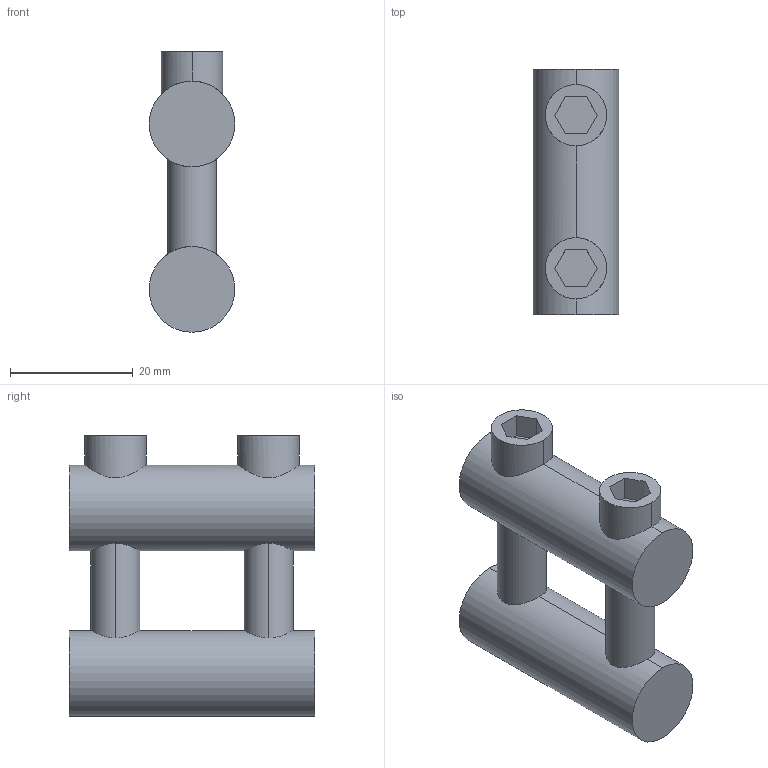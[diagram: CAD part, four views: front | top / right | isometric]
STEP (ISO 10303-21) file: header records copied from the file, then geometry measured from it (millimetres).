
FILE_DESCRIPTION (( 'STEP AP214' ), '1' );
FILE_NAME ('7128031', '2019-02-04T10:14:20', ( '' ), ('JUGARD+KÜNSTNER GmbH'), 'SwSTEP 2.0', 'SolidWorks 2017', '' );
FILE_SCHEMA (( 'AUTOMOTIVE_DESIGN' ));
Length unit declared in the file: millimetre
Products named in the file (1): 7128031_CNAJF00
Bounding box: 14 x 40 x 45.8 mm (x, y, z)
Volume: 14262.2 mm3; surface area: 5157.1 mm2
Topology: 1 solids, 1 shells, 32 faces, 86 edges, 56 vertices
Faces by surface type: plane 20, cylinder 12
Entity records: 1442 total; most frequent: CARTESIAN_POINT 629, ORIENTED_EDGE 172, DIRECTION 144, EDGE_CURVE 86, VERTEX_POINT 56, LINE 54, VECTOR 54, AXIS2_PLACEMENT_3D 45
